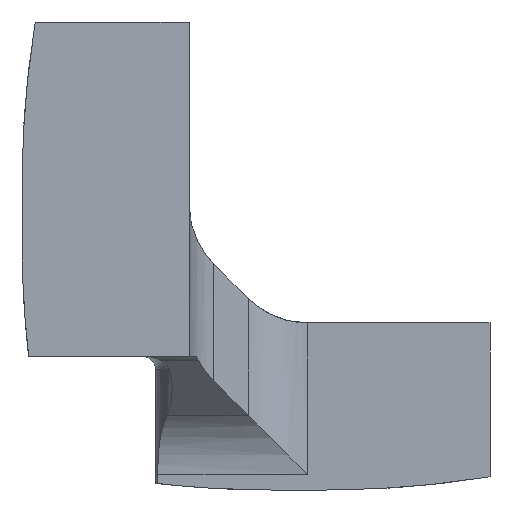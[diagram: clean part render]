
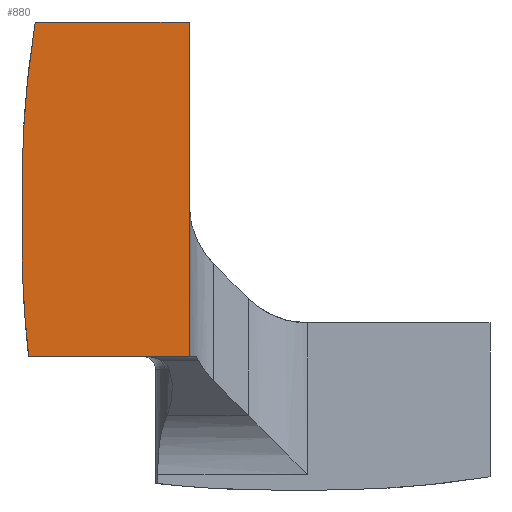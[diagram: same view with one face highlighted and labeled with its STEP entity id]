
A CAD part, left-side view. The second image highlights one B-rep face of the part: STEP entity #880.
In plain terms, the highlighted planar face has unit normal (-1, 0, 0).
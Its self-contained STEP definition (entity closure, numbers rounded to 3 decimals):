
#57=PLANE('',#962);
#88=FACE_OUTER_BOUND('',#141,.T.);
#141=EDGE_LOOP('',(#668,#669,#670,#671,#672,#673,#674));
#212=LINE('',#1382,#287);
#224=LINE('',#1416,#299);
#234=LINE('',#1436,#309);
#236=LINE('',#1439,#311);
#237=LINE('',#1440,#312);
#287=VECTOR('',#1088,10.);
#299=VECTOR('',#1114,10.);
#309=VECTOR('',#1132,10.);
#311=VECTOR('',#1136,10.);
#312=VECTOR('',#1137,10.);
#347=CIRCLE('',#946,150.);
#350=CIRCLE('',#953,150.);
#385=VERTEX_POINT('',#1351);
#386=VERTEX_POINT('',#1352);
#391=VERTEX_POINT('',#1381);
#398=VERTEX_POINT('',#1401);
#402=VERTEX_POINT('',#1413);
#403=VERTEX_POINT('',#1415);
#409=VERTEX_POINT('',#1435);
#472=EDGE_CURVE('',#385,#386,#347,.T.);
#479=EDGE_CURVE('',#385,#391,#212,.T.);
#488=EDGE_CURVE('',#398,#391,#350,.T.);
#495=EDGE_CURVE('',#403,#402,#224,.T.);
#505=EDGE_CURVE('',#409,#398,#234,.T.);
#507=EDGE_CURVE('',#386,#403,#236,.T.);
#508=EDGE_CURVE('',#402,#409,#237,.T.);
#668=ORIENTED_EDGE('',*,*,#472,.T.);
#669=ORIENTED_EDGE('',*,*,#507,.T.);
#670=ORIENTED_EDGE('',*,*,#495,.T.);
#671=ORIENTED_EDGE('',*,*,#508,.T.);
#672=ORIENTED_EDGE('',*,*,#505,.T.);
#673=ORIENTED_EDGE('',*,*,#488,.T.);
#674=ORIENTED_EDGE('',*,*,#479,.F.);
#880=ADVANCED_FACE('',(#88),#57,.T.);
#946=AXIS2_PLACEMENT_3D('',#1353,#1075,#1076);
#953=AXIS2_PLACEMENT_3D('',#1402,#1100,#1101);
#962=AXIS2_PLACEMENT_3D('',#1438,#1134,#1135);
#1075=DIRECTION('center_axis',(-1.,0.,0.));
#1076=DIRECTION('ref_axis',(0.,0.993,-0.115));
#1088=DIRECTION('',(0.,0.,1.));
#1100=DIRECTION('center_axis',(-1.,0.,0.));
#1101=DIRECTION('ref_axis',(0.,0.997,0.079));
#1114=DIRECTION('',(0.,0.,1.));
#1132=DIRECTION('',(0.,0.158,-0.987));
#1134=DIRECTION('center_axis',(-1.,0.,0.));
#1135=DIRECTION('ref_axis',(0.,0.,1.));
#1136=DIRECTION('',(0.,-1.,0.));
#1137=DIRECTION('',(0.,1.,0.));
#1351=CARTESIAN_POINT('',(0.,25.,-32.708));
#1352=CARTESIAN_POINT('',(0.,24.,-50.));
#1353=CARTESIAN_POINT('Origin',(0.,-125.,-32.708));
#1381=CARTESIAN_POINT('',(0.,25.,-24.424));
#1382=CARTESIAN_POINT('',(0.,25.,-25.));
#1401=CARTESIAN_POINT('',(0.,23.116,-0.726));
#1402=CARTESIAN_POINT('Origin',(0.,-125.,-24.424));
#1413=CARTESIAN_POINT('',(0.,0.,0.));
#1415=CARTESIAN_POINT('',(0.,0.,-50.));
#1416=CARTESIAN_POINT('',(0.,0.,-25.));
#1435=CARTESIAN_POINT('',(0.,23.,0.));
#1436=CARTESIAN_POINT('',(0.,25.319,-14.494));
#1438=CARTESIAN_POINT('Origin',(0.,12.5,-25.));
#1439=CARTESIAN_POINT('',(0.,12.5,-50.));
#1440=CARTESIAN_POINT('',(0.,12.5,0.));
